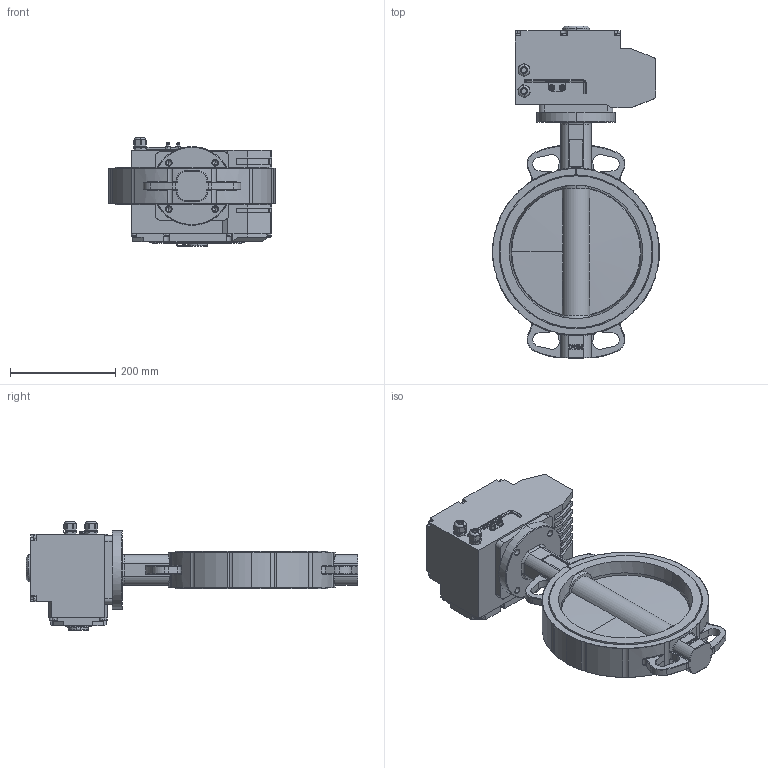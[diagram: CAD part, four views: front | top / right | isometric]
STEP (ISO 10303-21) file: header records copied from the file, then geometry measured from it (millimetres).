
FILE_DESCRIPTION (( 'STEP AP203' ), '1' );
FILE_NAME ('J9_DN250_AOX.STEP', '2023-02-17T08:43:33', ( '' ), ( '' ), 'SwSTEP 2.0', 'SolidWorks 2017', '' );
FILE_SCHEMA (( 'CONFIG_CONTROL_DESIGN' ));
Length unit declared in the file: millimetre
Products named in the file (1): J9_DN250_AOX
Bounding box: 318 x 632 x 207 mm (x, y, z)
Volume: 9877008.3 mm3; surface area: 590499.4 mm2
Topology: 1 solids, 8 shells, 1248 faces, 3206 edges, 1978 vertices
Faces by surface type: plane 598, cylinder 311, cone 158, torus 127, bspline 48, sphere 6
Entity records: 41390 total; most frequent: CARTESIAN_POINT 11397, ORIENTED_EDGE 6300, DIRECTION 6219, EDGE_CURVE 3150, AXIS2_PLACEMENT_3D 2244, VERTEX_POINT 1978, LINE 1731, VECTOR 1731
